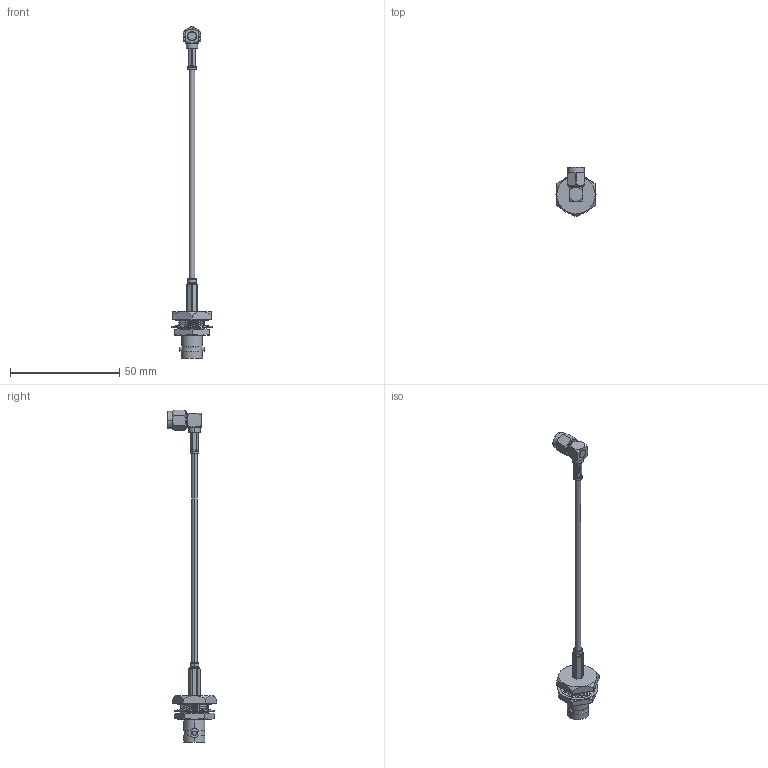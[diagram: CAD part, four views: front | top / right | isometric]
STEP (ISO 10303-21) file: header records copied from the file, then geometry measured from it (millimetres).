
FILE_DESCRIPTION (( 'STEP AP203' ), '1' );
FILE_NAME ('PE3681.step', '2018-12-18T21:54:23', ( '' ), ( '' ), 'SwSTEP 2.0', 'SolidWorks 2017', '' );
FILE_SCHEMA (( 'CONFIG_CONTROL_DESIGN' ));
Products named in the file (4): PE4009_CRIMPED; Coax Cable_RG316; PE3681; PE4106_Crimped-
Assembly tree (3 placements, depth 2):
  PE3681
    Coax Cable_RG316
    PE4009_CRIMPED
    PE4106_Crimped-
Bounding box: 18.34 x 22.41 x 151.78 mm (x, y, z)
Volume: 3750 mm3; surface area: 5278.6 mm2
Topology: 9 solids, 9 shells, 2517 faces, 5691 edges, 3212 vertices
Faces by surface type: bspline 1561, cylinder 538, plane 301, cone 111, torus 6
Entity records: 151608 total; most frequent: CARTESIAN_POINT 112987, ORIENTED_EDGE 11382, EDGE_CURVE 5691, DIRECTION 3663, VERTEX_POINT 3212, EDGE_LOOP 2547, FACE_OUTER_BOUND 2517, ADVANCED_FACE 2517
